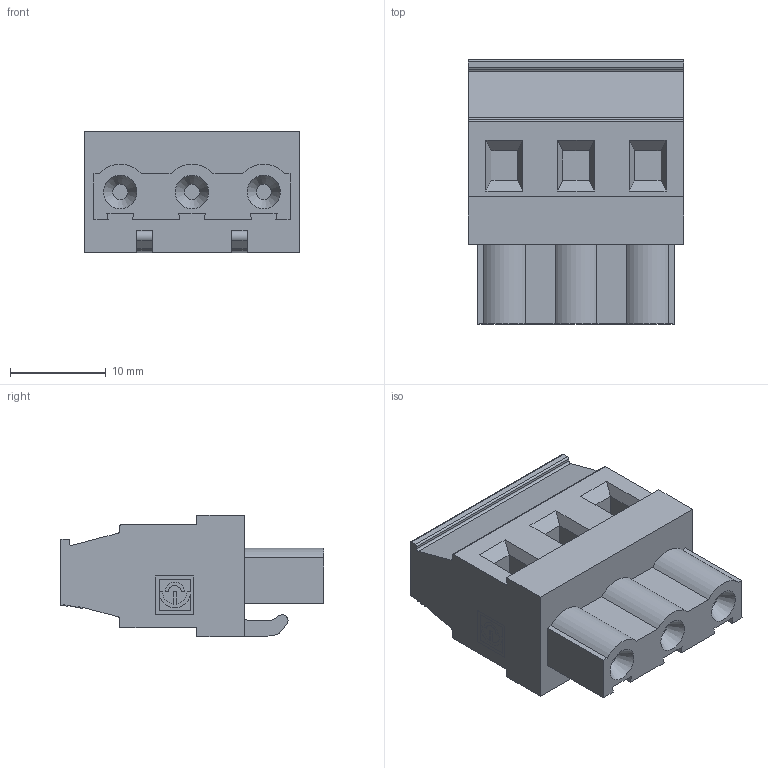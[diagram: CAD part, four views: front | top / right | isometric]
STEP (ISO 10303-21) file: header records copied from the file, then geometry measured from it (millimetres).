
FILE_DESCRIPTION(('STEP AP214'),'1');
FILE_NAME('SV03-7,5-P.stp','2021-01-27T10:39:13',(' '),(' '),'Spatial InterOp 3D',' ',' ');
FILE_SCHEMA(('AUTOMOTIVE_DESIGN { 1 0 10303 214 1 1 1 1 }'));
Length unit declared in the file: metre
Products named in the file (1): 1611749923
Bounding box: 22.5 x 27.6 x 12.7 mm (x, y, z)
Volume: 4936 mm3; surface area: 2819.9 mm2
Topology: 1 solids, 1 shells, 164 faces, 423 edges, 281 vertices
Faces by surface type: plane 115, cylinder 45, cone 3, extrusion 1
Full cylindrical faces by diameter (mm): 1.6 x3, 3.97 x3
Entity records: 6217 total; most frequent: CARTESIAN_POINT 866, DIRECTION 828, ORIENTED_EDGE 816, EDGE_CURVE 408, VECTOR 314, LINE 313, VERTEX_POINT 275, AXIS2_PLACEMENT_3D 257
